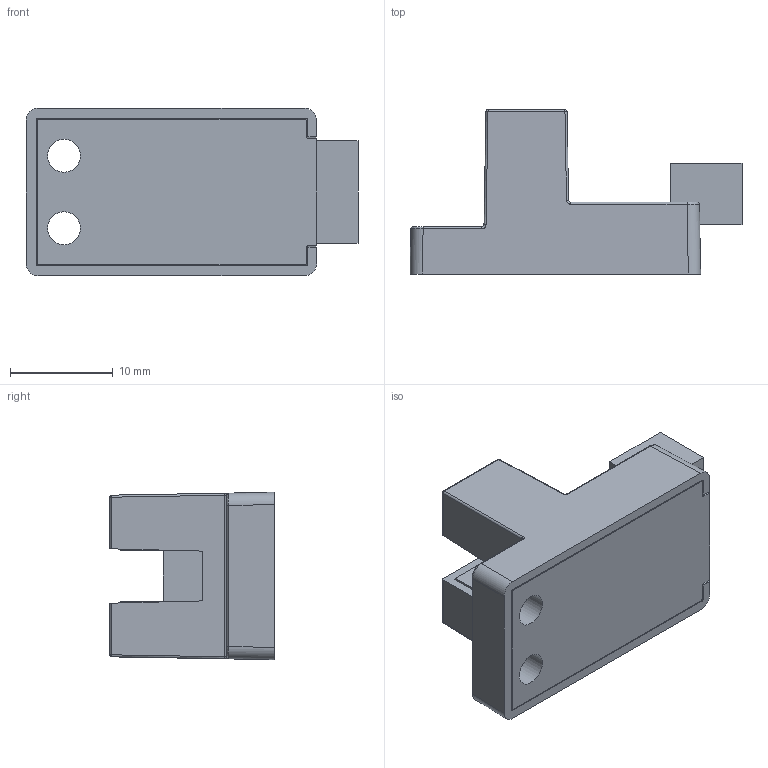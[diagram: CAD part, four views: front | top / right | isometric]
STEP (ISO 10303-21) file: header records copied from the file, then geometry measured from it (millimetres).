
FILE_DESCRIPTION (( 'STEP AP203' ), '1' );
FILE_NAME ('陔癹弇羲壽.STEP', '2021-08-19T08:57:34', ( 'Windows User' ), ( 'P R C' ), 'SwSTEP 2.0', 'SolidWorks 2016', '' );
FILE_SCHEMA (( 'CONFIG_CONTROL_DESIGN' ));
Length unit declared in the file: millimetre
Products named in the file (5): 装配体4^新限位开关; PCB 啣^陔癹弇羲壽; PRT0001_1; 陔癹弇羲壽; PRT0002_1
Assembly tree (4 placements, depth 3):
  陔癹弇羲壽
    装配体4^新限位开关
      PRT0001_1
      PRT0002_1
    PCB 啣^陔癹弇羲壽
Bounding box: 32.33 x 16 x 16.3 mm (x, y, z)
Volume: 3046.3 mm3; surface area: 5097.9 mm2
Topology: 3 solids, 3 shells, 261 faces, 703 edges, 459 vertices
Faces by surface type: plane 159, bspline 50, cylinder 48, sphere 4
Full cylindrical faces by diameter (mm): 3.2 x4
Entity records: 9496 total; most frequent: CARTESIAN_POINT 2863, ORIENTED_EDGE 1398, DIRECTION 1044, EDGE_CURVE 699, LINE 508, VECTOR 508, VERTEX_POINT 459, EDGE_LOOP 288
